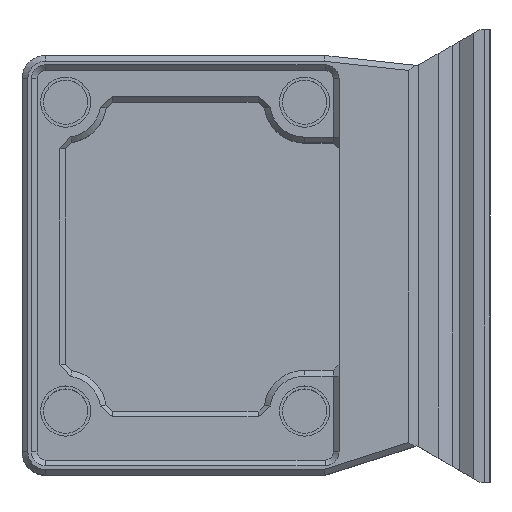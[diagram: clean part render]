
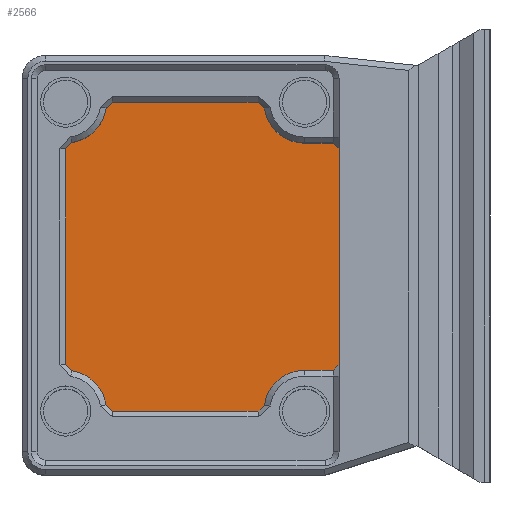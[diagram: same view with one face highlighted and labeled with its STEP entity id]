
A CAD part, top view. The second image highlights one B-rep face of the part: STEP entity #2566.
In plain terms, the highlighted planar face has unit normal (0, 0, 1).
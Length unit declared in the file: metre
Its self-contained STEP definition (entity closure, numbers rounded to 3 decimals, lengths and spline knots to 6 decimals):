
#100=CIRCLE('',#2769,0.0035);
#101=CIRCLE('',#2770,0.0035);
#102=CIRCLE('',#2771,0.0035);
#103=CIRCLE('',#2772,0.0035);
#396=ORIENTED_EDGE('',*,*,#1053,.T.);
#397=ORIENTED_EDGE('',*,*,#1054,.T.);
#398=ORIENTED_EDGE('',*,*,#918,.T.);
#399=ORIENTED_EDGE('',*,*,#1055,.T.);
#400=ORIENTED_EDGE('',*,*,#1056,.F.);
#401=ORIENTED_EDGE('',*,*,#1057,.T.);
#402=ORIENTED_EDGE('',*,*,#1058,.T.);
#403=ORIENTED_EDGE('',*,*,#870,.F.);
#404=ORIENTED_EDGE('',*,*,#1059,.T.);
#405=ORIENTED_EDGE('',*,*,#1060,.T.);
#406=ORIENTED_EDGE('',*,*,#1061,.T.);
#407=ORIENTED_EDGE('',*,*,#1062,.F.);
#408=ORIENTED_EDGE('',*,*,#1063,.T.);
#409=ORIENTED_EDGE('',*,*,#1064,.T.);
#410=ORIENTED_EDGE('',*,*,#1065,.T.);
#411=ORIENTED_EDGE('',*,*,#1066,.T.);
#412=ORIENTED_EDGE('',*,*,#1067,.T.);
#413=ORIENTED_EDGE('',*,*,#1068,.F.);
#414=ORIENTED_EDGE('',*,*,#1069,.T.);
#415=ORIENTED_EDGE('',*,*,#1070,.T.);
#870=EDGE_CURVE('',#1238,#1239,#1469,.T.);
#918=EDGE_CURVE('',#1286,#1287,#1499,.T.);
#1053=EDGE_CURVE('',#1383,#1384,#1612,.T.);
#1054=EDGE_CURVE('',#1384,#1286,#1613,.T.);
#1055=EDGE_CURVE('',#1287,#1385,#1614,.F.);
#1056=EDGE_CURVE('',#1386,#1385,#1615,.T.);
#1057=EDGE_CURVE('',#1386,#1387,#100,.T.);
#1058=EDGE_CURVE('',#1387,#1239,#1616,.T.);
#1059=EDGE_CURVE('',#1238,#1388,#1617,.T.);
#1060=EDGE_CURVE('',#1388,#1389,#101,.T.);
#1061=EDGE_CURVE('',#1389,#1390,#1618,.T.);
#1062=EDGE_CURVE('',#1391,#1390,#1619,.T.);
#1063=EDGE_CURVE('',#1391,#1392,#1620,.T.);
#1064=EDGE_CURVE('',#1392,#1393,#1621,.T.);
#1065=EDGE_CURVE('',#1393,#1394,#1622,.T.);
#1066=EDGE_CURVE('',#1394,#1395,#102,.T.);
#1067=EDGE_CURVE('',#1395,#1396,#1623,.T.);
#1068=EDGE_CURVE('',#1397,#1396,#1624,.T.);
#1069=EDGE_CURVE('',#1397,#1398,#1625,.T.);
#1070=EDGE_CURVE('',#1398,#1383,#103,.T.);
#1238=VERTEX_POINT('',#3637);
#1239=VERTEX_POINT('',#3638);
#1286=VERTEX_POINT('',#3753);
#1287=VERTEX_POINT('',#3754);
#1383=VERTEX_POINT('',#4024);
#1384=VERTEX_POINT('',#4025);
#1385=VERTEX_POINT('',#4028);
#1386=VERTEX_POINT('',#4030);
#1387=VERTEX_POINT('',#4032);
#1388=VERTEX_POINT('',#4035);
#1389=VERTEX_POINT('',#4037);
#1390=VERTEX_POINT('',#4039);
#1391=VERTEX_POINT('',#4041);
#1392=VERTEX_POINT('',#4043);
#1393=VERTEX_POINT('',#4045);
#1394=VERTEX_POINT('',#4047);
#1395=VERTEX_POINT('',#4049);
#1396=VERTEX_POINT('',#4051);
#1397=VERTEX_POINT('',#4053);
#1398=VERTEX_POINT('',#4055);
#1469=LINE('',#3636,#1769);
#1499=LINE('',#3752,#1799);
#1612=LINE('',#4023,#1912);
#1613=LINE('',#4026,#1913);
#1614=LINE('',#4027,#1914);
#1615=LINE('',#4029,#1915);
#1616=LINE('',#4033,#1916);
#1617=LINE('',#4034,#1917);
#1618=LINE('',#4038,#1918);
#1619=LINE('',#4040,#1919);
#1620=LINE('',#4042,#1920);
#1621=LINE('',#4044,#1921);
#1622=LINE('',#4046,#1922);
#1623=LINE('',#4050,#1923);
#1624=LINE('',#4052,#1924);
#1625=LINE('',#4054,#1925);
#1769=VECTOR('',#2915,1.);
#1799=VECTOR('',#2973,1.);
#1912=VECTOR('',#3208,1.);
#1913=VECTOR('',#3209,1.);
#1914=VECTOR('',#3210,1.);
#1915=VECTOR('',#3211,1.);
#1916=VECTOR('',#3214,1.);
#1917=VECTOR('',#3215,1.);
#1918=VECTOR('',#3218,1.);
#1919=VECTOR('',#3219,1.);
#1920=VECTOR('',#3220,1.);
#1921=VECTOR('',#3221,1.);
#1922=VECTOR('',#3222,1.);
#1923=VECTOR('',#3225,1.);
#1924=VECTOR('',#3226,1.);
#1925=VECTOR('',#3227,1.);
#2112=EDGE_LOOP('',(#396,#397,#398,#399,#400,#401,#402,#403,#404,#405,#406,
#407,#408,#409,#410,#411,#412,#413,#414,#415));
#2289=FACE_BOUND('',#2112,.T.);
#2443=PLANE('',#2768);
#2566=ADVANCED_FACE('',(#2289),#2443,.F.);
#2768=AXIS2_PLACEMENT_3D('',#4022,#3206,#3207);
#2769=AXIS2_PLACEMENT_3D('',#4031,#3212,#3213);
#2770=AXIS2_PLACEMENT_3D('',#4036,#3216,#3217);
#2771=AXIS2_PLACEMENT_3D('',#4048,#3223,#3224);
#2772=AXIS2_PLACEMENT_3D('',#4056,#3228,#3229);
#2915=DIRECTION('',(1.,0.,0.));
#2973=DIRECTION('',(0.,1.,0.));
#3206=DIRECTION('',(0.,0.,-1.));
#3207=DIRECTION('',(1.,0.,0.));
#3208=DIRECTION('',(1.,0.,0.));
#3209=DIRECTION('',(0.707,0.707,0.));
#3210=DIRECTION('',(0.707,-0.707,0.));
#3211=DIRECTION('',(1.,0.,0.));
#3212=DIRECTION('',(0.,0.,-1.));
#3213=DIRECTION('',(-1.,0.,0.));
#3214=DIRECTION('',(-0.732,0.681,0.));
#3215=DIRECTION('',(-0.732,-0.681,0.));
#3216=DIRECTION('',(0.,0.,-1.));
#3217=DIRECTION('',(-1.,0.,0.));
#3218=DIRECTION('',(-0.681,-0.732,0.));
#3219=DIRECTION('',(1.,0.,0.));
#3220=DIRECTION('',(0.,-1.,0.));
#3221=DIRECTION('',(1.,0.,0.));
#3222=DIRECTION('',(0.681,-0.732,0.));
#3223=DIRECTION('',(0.,0.,-1.));
#3224=DIRECTION('',(-1.,0.,0.));
#3225=DIRECTION('',(0.732,-0.681,0.));
#3226=DIRECTION('',(-1.,0.,0.));
#3227=DIRECTION('',(0.732,0.681,0.));
#3228=DIRECTION('',(0.,0.,-1.));
#3229=DIRECTION('',(-1.,0.,0.));
#3636=CARTESIAN_POINT('',(-0.102833,0.04967,0.001905));
#3637=CARTESIAN_POINT('',(-0.109083,0.04967,0.001905));
#3638=CARTESIAN_POINT('',(-0.096583,0.04967,0.001905));
#3752=CARTESIAN_POINT('',(-0.089633,0.03567,0.001905));
#3753=CARTESIAN_POINT('',(-0.089633,0.02717,0.001905));
#3754=CARTESIAN_POINT('',(-0.089633,0.04567,0.001905));
#4022=CARTESIAN_POINT('',(-0.102829,0.03567,0.001905));
#4023=CARTESIAN_POINT('',(-0.089731,0.02667,0.001905));
#4024=CARTESIAN_POINT('',(-0.092583,0.02667,0.001905));
#4025=CARTESIAN_POINT('',(-0.090133,0.02667,0.001905));
#4026=CARTESIAN_POINT('',(-0.089633,0.02717,0.001905));
#4027=CARTESIAN_POINT('',(-0.090133,0.04617,0.001905));
#4028=CARTESIAN_POINT('',(-0.090133,0.04617,0.001905));
#4029=CARTESIAN_POINT('',(-0.089731,0.04617,0.001905));
#4030=CARTESIAN_POINT('',(-0.092583,0.04617,0.001905));
#4031=CARTESIAN_POINT('',(-0.092583,0.04967,0.001905));
#4032=CARTESIAN_POINT('',(-0.096048,0.049172,0.001905));
#4033=CARTESIAN_POINT('',(-0.096583,0.04967,0.001905));
#4034=CARTESIAN_POINT('',(-0.109619,0.049172,0.001905));
#4035=CARTESIAN_POINT('',(-0.109619,0.049172,0.001905));
#4036=CARTESIAN_POINT('',(-0.113083,0.04967,0.001905));
#4037=CARTESIAN_POINT('',(-0.112585,0.046206,0.001905));
#4038=CARTESIAN_POINT('',(-0.113083,0.04567,0.001905));
#4039=CARTESIAN_POINT('',(-0.113083,0.04567,0.001905));
#4040=CARTESIAN_POINT('',(-0.413166,0.04567,0.001905));
#4041=CARTESIAN_POINT('',(-0.114833,0.04567,0.001905));
#4042=CARTESIAN_POINT('',(-0.114833,0.03642,0.001905));
#4043=CARTESIAN_POINT('',(-0.114833,0.02717,0.001905));
#4044=CARTESIAN_POINT('',(-0.413166,0.02717,0.001905));
#4045=CARTESIAN_POINT('',(-0.113083,0.02717,0.001905));
#4046=CARTESIAN_POINT('',(-0.112585,0.026635,0.001905));
#4047=CARTESIAN_POINT('',(-0.112585,0.026635,0.001905));
#4048=CARTESIAN_POINT('',(-0.113083,0.02317,0.001905));
#4049=CARTESIAN_POINT('',(-0.109619,0.023669,0.001905));
#4050=CARTESIAN_POINT('',(-0.109083,0.02317,0.001905));
#4051=CARTESIAN_POINT('',(-0.109083,0.02317,0.001905));
#4052=CARTESIAN_POINT('',(-0.102833,0.02317,0.001905));
#4053=CARTESIAN_POINT('',(-0.096583,0.02317,0.001905));
#4054=CARTESIAN_POINT('',(-0.096048,0.023669,0.001905));
#4055=CARTESIAN_POINT('',(-0.096048,0.023669,0.001905));
#4056=CARTESIAN_POINT('',(-0.092583,0.02317,0.001905));
